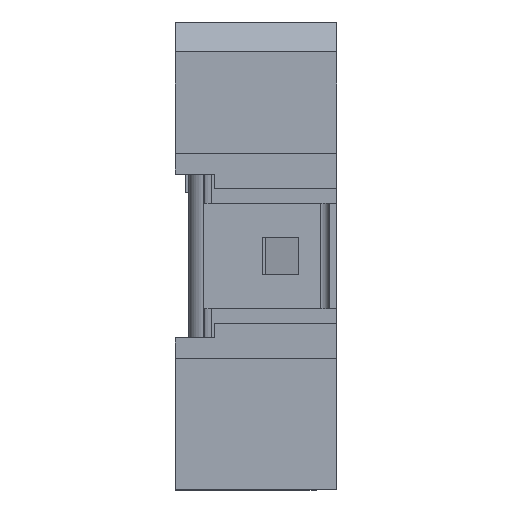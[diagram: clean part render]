
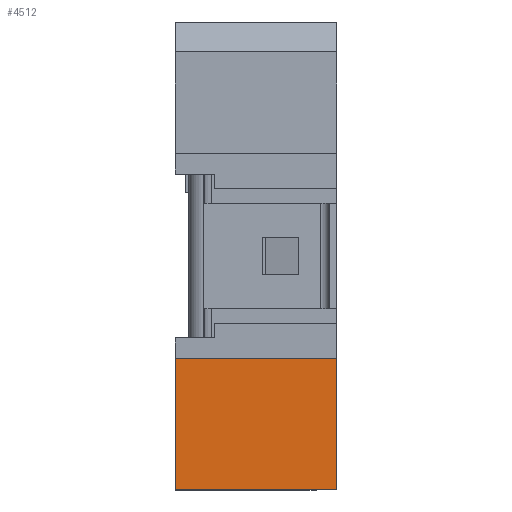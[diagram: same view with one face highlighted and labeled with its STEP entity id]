
A CAD part, left-side view. The second image highlights one B-rep face of the part: STEP entity #4512.
In plain terms, the highlighted planar face has unit normal (-1, 0, 0).
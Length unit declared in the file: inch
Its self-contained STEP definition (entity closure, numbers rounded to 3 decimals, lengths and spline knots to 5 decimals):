
#189 = VERTEX_POINT ( 'NONE', #2170 ) ;
#334 = EDGE_CURVE ( 'NONE', #6575, #3797, #5421, .T. ) ;
#1676 = CARTESIAN_POINT ( 'NONE',  ( -0.433, 0.217, -0.1378 ) ) ;
#1734 = LINE ( 'NONE', #6894, #6094 ) ;
#1887 = CARTESIAN_POINT ( 'NONE',  ( -0.433, 0., -0.1378 ) ) ;
#1905 = VECTOR ( 'NONE', #3198, 39.37008 ) ;
#2031 = DIRECTION ( 'NONE',  ( 0., 0., -1. ) ) ;
#2100 = VECTOR ( 'NONE', #7975, 39.37008 ) ;
#2128 = EDGE_LOOP ( 'NONE', ( #7147, #4917, #4674, #5151 ) ) ;
#2170 = CARTESIAN_POINT ( 'NONE',  ( -0.433, 0.217, -0.315 ) ) ;
#2233 = DIRECTION ( 'NONE',  ( 0., -1., 0. ) ) ;
#2975 = EDGE_CURVE ( 'NONE', #189, #3797, #6012, .T. ) ;
#3170 = CARTESIAN_POINT ( 'NONE',  ( -0.433, 0.217, -0.1378 ) ) ;
#3198 = DIRECTION ( 'NONE',  ( 0., -1., 0. ) ) ;
#3667 = FACE_OUTER_BOUND ( 'NONE', #2128, .T. ) ;
#3797 = VERTEX_POINT ( 'NONE', #6856 ) ;
#3872 = LINE ( 'NONE', #3170, #1905 ) ;
#4512 = ADVANCED_FACE ( 'NONE', ( #3667 ), #5749, .T. ) ;
#4674 = ORIENTED_EDGE ( 'NONE', *, *, #5491, .T. ) ;
#4784 = CARTESIAN_POINT ( 'NONE',  ( -0.433, 0.217, -0.315 ) ) ;
#4917 = ORIENTED_EDGE ( 'NONE', *, *, #6615, .F. ) ;
#5135 = DIRECTION ( 'NONE',  ( -1., 0., 0. ) ) ;
#5151 = ORIENTED_EDGE ( 'NONE', *, *, #2975, .T. ) ;
#5171 = DIRECTION ( 'NONE',  ( 0., 0., 1. ) ) ;
#5237 = AXIS2_PLACEMENT_3D ( 'NONE', #7539, #5135, #5171 ) ;
#5421 = LINE ( 'NONE', #5554, #2100 ) ;
#5491 = EDGE_CURVE ( 'NONE', #6824, #189, #1734, .T. ) ;
#5554 = CARTESIAN_POINT ( 'NONE',  ( -0.433, 0., 0. ) ) ;
#5749 = PLANE ( 'NONE',  #5237 ) ;
#6012 = LINE ( 'NONE', #4784, #7075 ) ;
#6094 = VECTOR ( 'NONE', #2031, 39.37008 ) ;
#6575 = VERTEX_POINT ( 'NONE', #1887 ) ;
#6615 = EDGE_CURVE ( 'NONE', #6824, #6575, #3872, .T. ) ;
#6824 = VERTEX_POINT ( 'NONE', #1676 ) ;
#6856 = CARTESIAN_POINT ( 'NONE',  ( -0.433, 0., -0.315 ) ) ;
#6894 = CARTESIAN_POINT ( 'NONE',  ( -0.433, 0.217, 0. ) ) ;
#7075 = VECTOR ( 'NONE', #2233, 39.37008 ) ;
#7147 = ORIENTED_EDGE ( 'NONE', *, *, #334, .F. ) ;
#7539 = CARTESIAN_POINT ( 'NONE',  ( -0.433, 0.217, 0. ) ) ;
#7975 = DIRECTION ( 'NONE',  ( 0., 0., -1. ) ) ;
